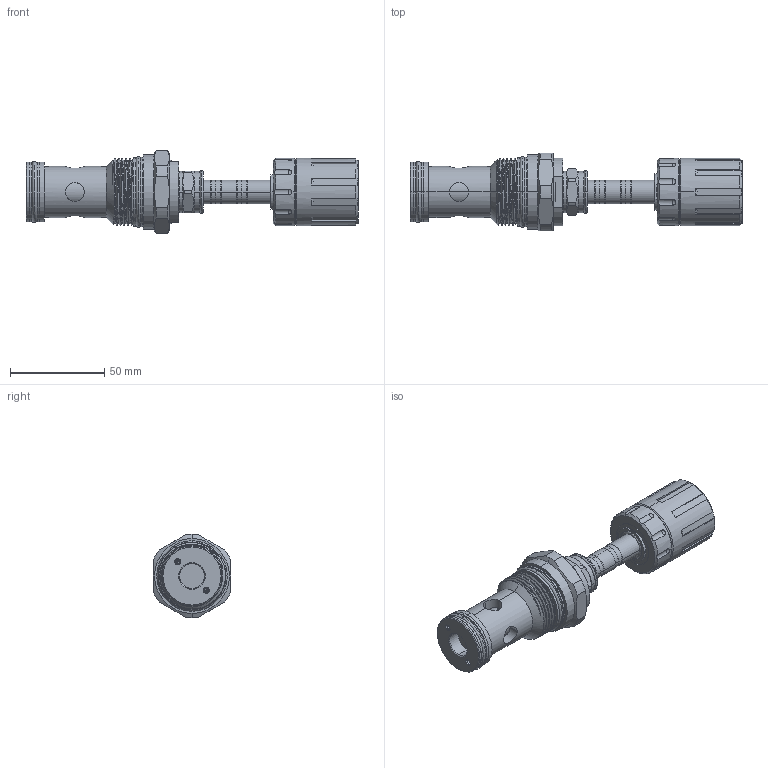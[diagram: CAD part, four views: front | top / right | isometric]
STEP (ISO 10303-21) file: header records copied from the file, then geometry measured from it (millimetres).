
FILE_DESCRIPTION (( 'STEP AP203' ), '1' );
FILE_NAME ('EP16A2A02RA95.STEP', '2022-11-18T01:26:06', ( '' ), ( '' ), 'SwSTEP 2.0', 'SolidWorks 2018', '' );
FILE_SCHEMA (( 'CONFIG_CONTROL_DESIGN' ));
Length unit declared in the file: millimetre
Products named in the file (1): EP16A2A02RA95
Bounding box: 175.7 x 41.2 x 44.3 mm (x, y, z)
Volume: 118312.6 mm3; surface area: 28714.4 mm2
Topology: 6 solids, 6 shells, 463 faces, 1182 edges, 757 vertices
Faces by surface type: plane 179, cylinder 170, cone 65, torus 32, sphere 10, bspline 7
Entity records: 17472 total; most frequent: CARTESIAN_POINT 6241, ORIENTED_EDGE 2356, DIRECTION 2315, EDGE_CURVE 1178, AXIS2_PLACEMENT_3D 882, VERTEX_POINT 757, VECTOR 551, LINE 551
